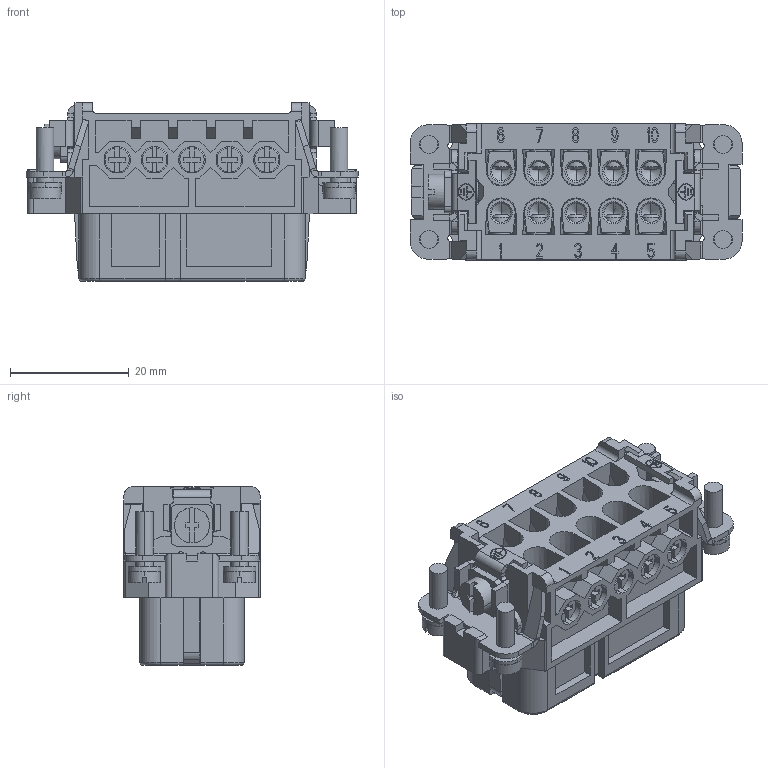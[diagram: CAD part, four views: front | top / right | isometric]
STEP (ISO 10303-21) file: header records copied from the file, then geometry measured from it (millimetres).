
FILE_DESCRIPTION((''),'2;1');
FILE_NAME('HA010F','2017-06-26T',('tl.yang'),(''),'PRO/ENGINEER BY PARAMETRIC TECHNOLOGY CORPORATION, 2011500','PRO/ENGINEER BY PARAMETRIC TECHNOLOGY CORPORATION, 2011500','');
FILE_SCHEMA(('CONFIG_CONTROL_DESIGN'));
Products named in the file (1): HA010F
Bounding box: 55.9 x 22.9 x 30.05 mm (x, y, z)
Volume: 17532.6 mm3; surface area: 21187.9 mm2
Topology: 1 solids, 2 shells, 2810 faces, 7808 edges, 5034 vertices
Faces by surface type: plane 2166, cylinder 388, cone 180, torus 48, bspline 28
Entity records: 91807 total; most frequent: CARTESIAN_POINT 20365, ORIENTED_EDGE 15536, DIRECTION 13808, EDGE_CURVE 7768, VECTOR 5968, LINE 5968, VERTEX_POINT 5034, AXIS2_PLACEMENT_3D 3920
